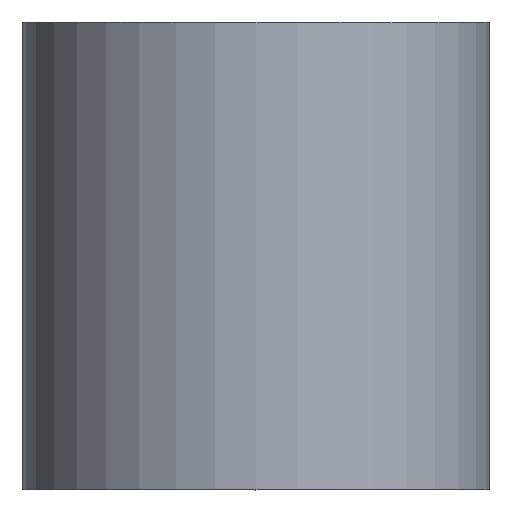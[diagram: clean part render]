
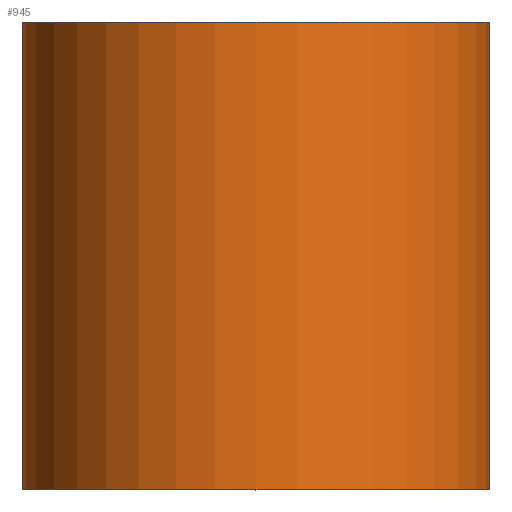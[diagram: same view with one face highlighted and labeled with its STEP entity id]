
A CAD part, top view. The second image highlights one B-rep face of the part: STEP entity #945.
In plain terms, the highlighted cylindrical face has radius 40 mm (diameter 80 mm), a partial arc.
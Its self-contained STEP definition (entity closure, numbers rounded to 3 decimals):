
#16 = CARTESIAN_POINT ( 'NONE',  ( 0., 0., 0. ) ) ;
#63 = CARTESIAN_POINT ( 'NONE',  ( -40., 0., 0. ) ) ;
#274 = DIRECTION ( 'NONE',  ( 1., 0., 0. ) ) ;
#331 = ORIENTED_EDGE ( 'NONE', *, *, #466, .F. ) ;
#386 = EDGE_CURVE ( 'NONE', #730, #1461, #1321, .T. ) ;
#414 = CARTESIAN_POINT ( 'NONE',  ( 0., 80., 0. ) ) ;
#429 = DIRECTION ( 'NONE',  ( 0., -1., 0. ) ) ;
#466 = EDGE_CURVE ( 'NONE', #1485, #730, #990, .T. ) ;
#571 = DIRECTION ( 'NONE',  ( 1., 0., 0. ) ) ;
#574 = CARTESIAN_POINT ( 'NONE',  ( 40., 80., 0. ) ) ;
#599 = CIRCLE ( 'NONE', #790, 40. ) ;
#617 = CARTESIAN_POINT ( 'NONE',  ( -40., 80., 0. ) ) ;
#714 = AXIS2_PLACEMENT_3D ( 'NONE', #1847, #1415, #571 ) ;
#730 = VERTEX_POINT ( 'NONE', #748 ) ;
#745 = CARTESIAN_POINT ( 'NONE',  ( -40., 80., 0. ) ) ;
#748 = CARTESIAN_POINT ( 'NONE',  ( 40., 0., 0. ) ) ;
#761 = AXIS2_PLACEMENT_3D ( 'NONE', #16, #1707, #855 ) ;
#790 = AXIS2_PLACEMENT_3D ( 'NONE', #414, #1691, #274 ) ;
#818 = EDGE_LOOP ( 'NONE', ( #1586, #1385, #1402, #331 ) ) ;
#849 = CYLINDRICAL_SURFACE ( 'NONE', #714, 40. ) ;
#855 = DIRECTION ( 'NONE',  ( 1., 0., 0. ) ) ;
#862 = EDGE_CURVE ( 'NONE', #1071, #1485, #599, .T. ) ;
#945 = ADVANCED_FACE ( 'NONE', ( #1273 ), #849, .T. ) ;
#978 = EDGE_CURVE ( 'NONE', #1071, #1461, #1085, .T. ) ;
#990 = LINE ( 'NONE', #574, #1437 ) ;
#1071 = VERTEX_POINT ( 'NONE', #617 ) ;
#1085 = LINE ( 'NONE', #745, #1814 ) ;
#1273 = FACE_OUTER_BOUND ( 'NONE', #818, .T. ) ;
#1321 = CIRCLE ( 'NONE', #761, 40. ) ;
#1385 = ORIENTED_EDGE ( 'NONE', *, *, #978, .T. ) ;
#1402 = ORIENTED_EDGE ( 'NONE', *, *, #386, .F. ) ;
#1415 = DIRECTION ( 'NONE',  ( 0., -1., 0. ) ) ;
#1437 = VECTOR ( 'NONE', #429, 1000. ) ;
#1461 = VERTEX_POINT ( 'NONE', #63 ) ;
#1485 = VERTEX_POINT ( 'NONE', #1746 ) ;
#1586 = ORIENTED_EDGE ( 'NONE', *, *, #862, .F. ) ;
#1691 = DIRECTION ( 'NONE',  ( 0., 1., 0. ) ) ;
#1707 = DIRECTION ( 'NONE',  ( 0., -1., 0. ) ) ;
#1737 = DIRECTION ( 'NONE',  ( 0., -1., 0. ) ) ;
#1746 = CARTESIAN_POINT ( 'NONE',  ( 40., 80., 0. ) ) ;
#1814 = VECTOR ( 'NONE', #1737, 1000. ) ;
#1847 = CARTESIAN_POINT ( 'NONE',  ( 0., 80., 0. ) ) ;
